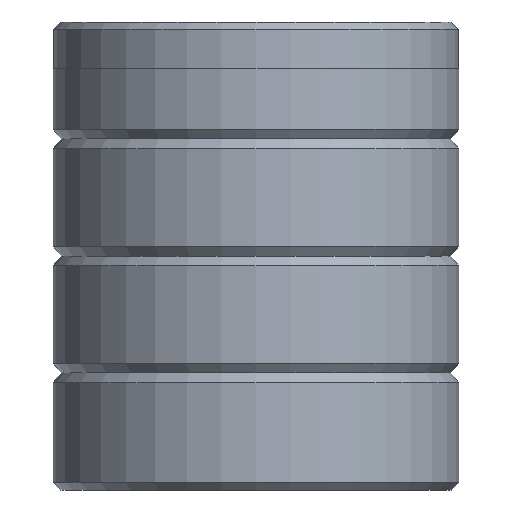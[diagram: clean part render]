
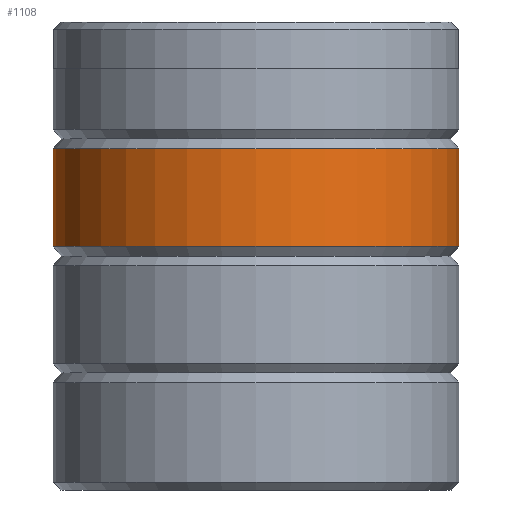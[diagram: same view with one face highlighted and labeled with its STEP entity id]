
A CAD part, front view. The second image highlights one B-rep face of the part: STEP entity #1108.
In plain terms, the highlighted cylindrical face has radius 13 mm (diameter 26 mm), a partial arc.
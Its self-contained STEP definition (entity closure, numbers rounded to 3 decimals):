
#52 = VERTEX_POINT ( 'NONE', #237 ) ;
#60 = ORIENTED_EDGE ( 'NONE', *, *, #313, .F. ) ;
#88 = CARTESIAN_POINT ( 'NONE',  ( 13., 0., 15.625 ) ) ;
#199 = VECTOR ( 'NONE', #1585, 1000. ) ;
#237 = CARTESIAN_POINT ( 'NONE',  ( -13., 0., 15.625 ) ) ;
#249 = DIRECTION ( 'NONE',  ( 0., 0., -1. ) ) ;
#252 = VERTEX_POINT ( 'NONE', #88 ) ;
#274 = CYLINDRICAL_SURFACE ( 'NONE', #1737, 13. ) ;
#288 = EDGE_CURVE ( 'NONE', #786, #252, #597, .T. ) ;
#289 = EDGE_CURVE ( 'NONE', #894, #52, #435, .T. ) ;
#302 = EDGE_CURVE ( 'NONE', #786, #894, #1072, .T. ) ;
#313 = EDGE_CURVE ( 'NONE', #252, #52, #1723, .T. ) ;
#435 = LINE ( 'NONE', #1731, #1766 ) ;
#504 = CARTESIAN_POINT ( 'NONE',  ( -13., 0., 21.875 ) ) ;
#547 = CARTESIAN_POINT ( 'NONE',  ( 0., 0., 15.625 ) ) ;
#558 = ORIENTED_EDGE ( 'NONE', *, *, #289, .T. ) ;
#597 = LINE ( 'NONE', #1447, #199 ) ;
#700 = DIRECTION ( 'NONE',  ( -1., 0., 0. ) ) ;
#786 = VERTEX_POINT ( 'NONE', #1253 ) ;
#829 = DIRECTION ( 'NONE',  ( 0., 0., -1. ) ) ;
#842 = DIRECTION ( 'NONE',  ( -1., 0., 0. ) ) ;
#894 = VERTEX_POINT ( 'NONE', #504 ) ;
#1024 = FACE_OUTER_BOUND ( 'NONE', #1420, .T. ) ;
#1072 = CIRCLE ( 'NONE', #1135, 13. ) ;
#1073 = CARTESIAN_POINT ( 'NONE',  ( 0., 0., 21.875 ) ) ;
#1108 = ADVANCED_FACE ( 'NONE', ( #1024 ), #274, .T. ) ;
#1135 = AXIS2_PLACEMENT_3D ( 'NONE', #1073, #249, #1193 ) ;
#1193 = DIRECTION ( 'NONE',  ( -1., 0., 0. ) ) ;
#1218 = AXIS2_PLACEMENT_3D ( 'NONE', #547, #1457, #700 ) ;
#1253 = CARTESIAN_POINT ( 'NONE',  ( 13., 0., 21.875 ) ) ;
#1420 = EDGE_LOOP ( 'NONE', ( #1580, #1589, #558, #60 ) ) ;
#1447 = CARTESIAN_POINT ( 'NONE',  ( 13., 0., 30. ) ) ;
#1457 = DIRECTION ( 'NONE',  ( 0., 0., -1. ) ) ;
#1477 = CARTESIAN_POINT ( 'NONE',  ( 0., 0., 30. ) ) ;
#1580 = ORIENTED_EDGE ( 'NONE', *, *, #288, .F. ) ;
#1585 = DIRECTION ( 'NONE',  ( 0., 0., -1. ) ) ;
#1589 = ORIENTED_EDGE ( 'NONE', *, *, #302, .T. ) ;
#1602 = DIRECTION ( 'NONE',  ( 0., 0., -1. ) ) ;
#1723 = CIRCLE ( 'NONE', #1218, 13. ) ;
#1731 = CARTESIAN_POINT ( 'NONE',  ( -13., 0., 30. ) ) ;
#1737 = AXIS2_PLACEMENT_3D ( 'NONE', #1477, #1602, #842 ) ;
#1766 = VECTOR ( 'NONE', #829, 1000. ) ;
